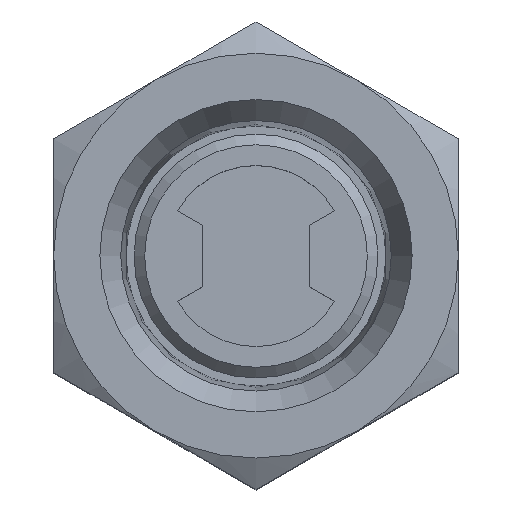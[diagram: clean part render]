
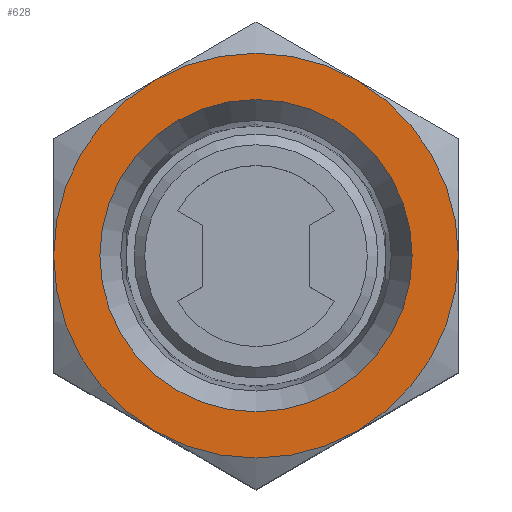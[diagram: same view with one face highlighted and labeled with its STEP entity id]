
A CAD part, top view. The second image highlights one B-rep face of the part: STEP entity #628.
In plain terms, the highlighted planar face has unit normal (0, 0, 1).
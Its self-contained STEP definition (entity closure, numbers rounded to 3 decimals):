
#218=ORIENTED_EDGE('',*,*,#337,.F.);
#219=ORIENTED_EDGE('',*,*,#336,.F.);
#220=ORIENTED_EDGE('',*,*,#338,.F.);
#221=ORIENTED_EDGE('',*,*,#335,.F.);
#222=ORIENTED_EDGE('',*,*,#334,.F.);
#223=ORIENTED_EDGE('',*,*,#333,.F.);
#224=ORIENTED_EDGE('',*,*,#339,.T.);
#333=EDGE_CURVE('',#396,#398,#441,.T.);
#334=EDGE_CURVE('',#398,#400,#442,.T.);
#335=EDGE_CURVE('',#400,#402,#443,.T.);
#336=EDGE_CURVE('',#392,#394,#444,.T.);
#337=EDGE_CURVE('',#394,#396,#445,.T.);
#338=EDGE_CURVE('',#402,#392,#446,.T.);
#339=EDGE_CURVE('',#403,#403,#447,.T.);
#392=VERTEX_POINT('',#1031);
#394=VERTEX_POINT('',#1044);
#396=VERTEX_POINT('',#1056);
#398=VERTEX_POINT('',#1068);
#400=VERTEX_POINT('',#1080);
#402=VERTEX_POINT('',#1092);
#403=VERTEX_POINT('',#1110);
#441=CIRCLE('',#700,9.5);
#442=CIRCLE('',#702,9.5);
#443=CIRCLE('',#704,9.5);
#444=CIRCLE('',#706,9.5);
#445=CIRCLE('',#708,9.5);
#446=CIRCLE('',#710,9.5);
#447=CIRCLE('',#711,7.33);
#495=EDGE_LOOP('',(#218,#219,#220,#221,#222,#223));
#496=EDGE_LOOP('',(#224));
#557=FACE_BOUND('',#495,.T.);
#558=FACE_BOUND('',#496,.T.);
#590=PLANE('',#709);
#628=ADVANCED_FACE('',(#557,#558),#590,.F.);
#700=AXIS2_PLACEMENT_3D('',#1098,#828,#829);
#702=AXIS2_PLACEMENT_3D('',#1100,#832,#833);
#704=AXIS2_PLACEMENT_3D('',#1102,#836,#837);
#706=AXIS2_PLACEMENT_3D('',#1104,#840,#841);
#708=AXIS2_PLACEMENT_3D('',#1106,#844,#845);
#709=AXIS2_PLACEMENT_3D('',#1107,#846,#847);
#710=AXIS2_PLACEMENT_3D('',#1108,#848,#849);
#711=AXIS2_PLACEMENT_3D('',#1109,#850,#851);
#828=DIRECTION('',(0.,0.,-1.));
#829=DIRECTION('',(-1.,0.,0.));
#832=DIRECTION('',(0.,0.,-1.));
#833=DIRECTION('',(-1.,0.,0.));
#836=DIRECTION('',(0.,0.,-1.));
#837=DIRECTION('',(-1.,0.,0.));
#840=DIRECTION('',(0.,0.,-1.));
#841=DIRECTION('',(-1.,0.,0.));
#844=DIRECTION('',(0.,0.,-1.));
#845=DIRECTION('',(-1.,0.,0.));
#846=DIRECTION('',(0.,0.,-1.));
#847=DIRECTION('',(-1.,0.,0.));
#848=DIRECTION('',(0.,0.,-1.));
#849=DIRECTION('',(-1.,0.,0.));
#850=DIRECTION('',(0.,0.,-1.));
#851=DIRECTION('',(0.,1.,0.));
#1031=CARTESIAN_POINT('',(-9.5,0.,29.));
#1044=CARTESIAN_POINT('',(-4.75,8.227,29.));
#1056=CARTESIAN_POINT('',(4.75,8.227,29.));
#1068=CARTESIAN_POINT('',(9.5,0.,29.));
#1080=CARTESIAN_POINT('',(4.75,-8.227,29.));
#1092=CARTESIAN_POINT('',(-4.75,-8.227,29.));
#1098=CARTESIAN_POINT('',(0.,0.,29.));
#1100=CARTESIAN_POINT('',(0.,0.,29.));
#1102=CARTESIAN_POINT('',(0.,0.,29.));
#1104=CARTESIAN_POINT('',(0.,0.,29.));
#1106=CARTESIAN_POINT('',(0.,0.,29.));
#1107=CARTESIAN_POINT('',(0.,0.,29.));
#1108=CARTESIAN_POINT('',(0.,0.,29.));
#1109=CARTESIAN_POINT('',(0.,0.,29.));
#1110=CARTESIAN_POINT('',(0.,7.33,29.));
